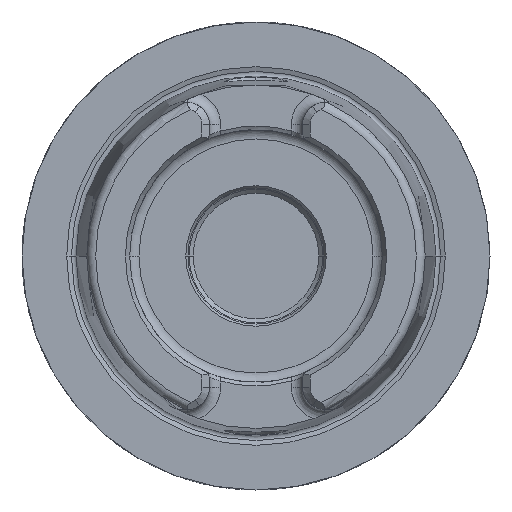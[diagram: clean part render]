
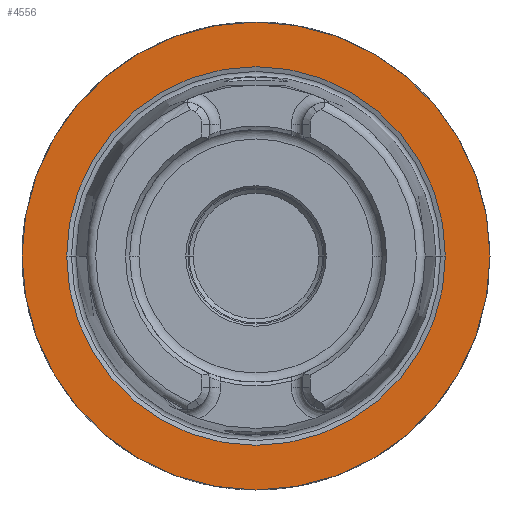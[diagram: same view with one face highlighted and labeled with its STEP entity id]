
A CAD part, left-side view. The second image highlights one B-rep face of the part: STEP entity #4556.
In plain terms, the highlighted planar face has unit normal (-1, 0, 0).
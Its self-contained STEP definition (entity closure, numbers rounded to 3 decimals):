
#1068=CARTESIAN_POINT('',(0.,0.,0.));
#1069=DIRECTION('',(1.,0.,0.));
#1070=DIRECTION('',(0.,1.,0.));
#1071=AXIS2_PLACEMENT_3D('',#1068,#1069,#1070);
#1073=CARTESIAN_POINT('',(0.,0.,0.));
#1074=DIRECTION('',(-1.,0.,0.));
#1075=DIRECTION('',(0.,1.,0.));
#1076=AXIS2_PLACEMENT_3D('',#1073,#1074,#1075);
#1078=CARTESIAN_POINT('',(0.,0.,0.));
#1079=DIRECTION('',(-1.,0.,0.));
#1080=DIRECTION('',(0.,-1.,0.));
#1081=AXIS2_PLACEMENT_3D('',#1078,#1079,#1080);
#1083=CARTESIAN_POINT('',(0.,0.,0.));
#1084=DIRECTION('',(-1.,0.,0.));
#1085=DIRECTION('',(0.,1.,0.));
#1086=AXIS2_PLACEMENT_3D('',#1083,#1084,#1085);
#2805=CARTESIAN_POINT('',(0.,31.5,0.));
#2806=CARTESIAN_POINT('',(0.,-31.5,0.));
#2807=VERTEX_POINT('',#2805);
#2808=VERTEX_POINT('',#2806);
#2833=CARTESIAN_POINT('',(0.,-25.49,0.));
#2834=VERTEX_POINT('',#2833);
#2835=CARTESIAN_POINT('',(0.,25.49,0.));
#2836=VERTEX_POINT('',#2835);
#4541=CARTESIAN_POINT('',(0.,0.,0.));
#4542=DIRECTION('',(1.,0.,0.));
#4543=DIRECTION('',(0.,-1.,0.));
#4544=AXIS2_PLACEMENT_3D('',#4541,#4542,#4543);
#4545=PLANE('',#4544);
#4547=ORIENTED_EDGE('',*,*,#4546,.T.);
#4549=ORIENTED_EDGE('',*,*,#4548,.F.);
#4550=EDGE_LOOP('',(#4547,#4549));
#4551=FACE_OUTER_BOUND('',#4550,.F.);
#4552=ORIENTED_EDGE('',*,*,#4536,.T.);
#4553=ORIENTED_EDGE('',*,*,#4520,.T.);
#4554=EDGE_LOOP('',(#4552,#4553));
#4555=FACE_BOUND('',#4554,.F.);
#4556=ADVANCED_FACE('',(#4551,#4555),#4545,.F.);
#1072=CIRCLE('',#1071,31.5);
#1077=CIRCLE('',#1076,31.5);
#1082=CIRCLE('',#1081,25.49);
#1087=CIRCLE('',#1086,25.49);
#4520=EDGE_CURVE('',#2836,#2834,#1087,.T.);
#4536=EDGE_CURVE('',#2834,#2836,#1082,.T.);
#4546=EDGE_CURVE('',#2807,#2808,#1072,.T.);
#4548=EDGE_CURVE('',#2807,#2808,#1077,.T.);
